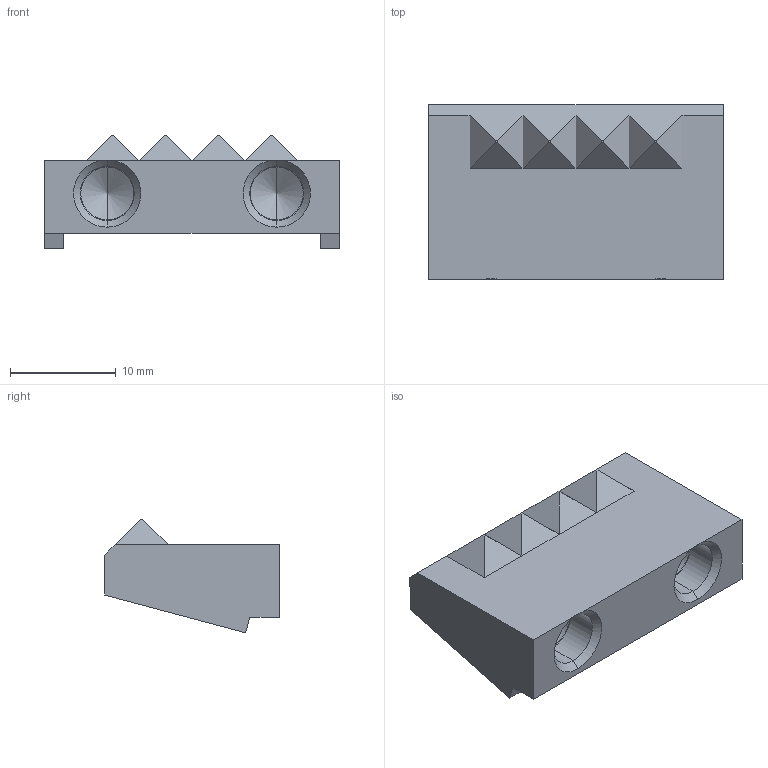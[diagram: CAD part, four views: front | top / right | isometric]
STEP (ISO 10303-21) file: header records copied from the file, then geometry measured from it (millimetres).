
FILE_DESCRIPTION (( 'STEP AP214' ), '1' );
FILE_NAME ('1703.340.stp', '2018-03-26T12:16:52', ( '' ), ( '' ), 'SwSTEP 2.0', 'SolidWorks 2016', '' );
FILE_SCHEMA (( 'AUTOMOTIVE_DESIGN' ));
Length unit declared in the file: millimetre
Products named in the file (1): 1703.340
Bounding box: 27.8 x 16.5 x 10.72 mm (x, y, z)
Volume: 2329.9 mm3; surface area: 1690.4 mm2
Topology: 1 solids, 1 shells, 50 faces, 126 edges, 74 vertices
Faces by surface type: plane 30, cone 12, cylinder 8
Entity records: 1468 total; most frequent: CARTESIAN_POINT 259, ORIENTED_EDGE 244, DIRECTION 240, EDGE_CURVE 122, LINE 98, VECTOR 98, VERTEX_POINT 74, AXIS2_PLACEMENT_3D 71
